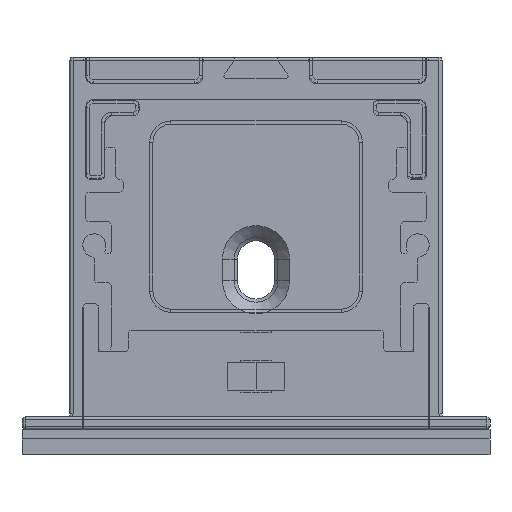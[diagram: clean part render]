
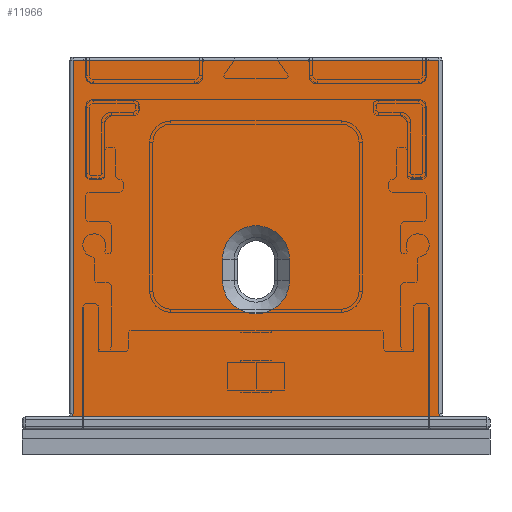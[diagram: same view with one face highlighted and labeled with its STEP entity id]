
A CAD part, front view. The second image highlights one B-rep face of the part: STEP entity #11966.
In plain terms, the highlighted planar face has unit normal (0, -1, 0).
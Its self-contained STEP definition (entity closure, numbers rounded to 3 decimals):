
#138=FACE_BOUND('',#1780,.T.);
#357=PLANE('',#13166);
#1082=FACE_OUTER_BOUND('',#1779,.T.);
#1779=EDGE_LOOP('',(#10291,#10292,#10293,#10294,#10295,#10296));
#1780=EDGE_LOOP('',(#10297,#10298,#10299,#10300));
#2773=LINE('',#20624,#3869);
#2774=LINE('',#20633,#3870);
#2777=LINE('',#20640,#3873);
#2793=LINE('',#20687,#3889);
#2797=LINE('',#20697,#3893);
#2800=LINE('',#20704,#3896);
#3869=VECTOR('',#16218,10.);
#3870=VECTOR('',#16229,10.);
#3873=VECTOR('',#16236,10.);
#3889=VECTOR('',#16278,10.);
#3893=VECTOR('',#16288,10.);
#3896=VECTOR('',#16297,10.);
#4561=CIRCLE('',#13137,0.6);
#4567=CIRCLE('',#13148,0.6);
#4572=CIRCLE('',#13160,3.15);
#4573=CIRCLE('',#13163,3.15);
#5559=VERTEX_POINT('',#20600);
#5561=VERTEX_POINT('',#20609);
#5564=VERTEX_POINT('',#20614);
#5567=VERTEX_POINT('',#20629);
#5568=VERTEX_POINT('',#20636);
#5570=VERTEX_POINT('',#20642);
#5582=VERTEX_POINT('',#20689);
#5583=VERTEX_POINT('',#20691);
#5584=VERTEX_POINT('',#20695);
#5585=VERTEX_POINT('',#20700);
#7159=EDGE_CURVE('',#5564,#5561,#4561,.T.);
#7161=EDGE_CURVE('',#5561,#5559,#2773,.T.);
#7165=EDGE_CURVE('',#5559,#5567,#2774,.T.);
#7169=EDGE_CURVE('',#5567,#5568,#2777,.T.);
#7172=EDGE_CURVE('',#5568,#5570,#4567,.T.);
#7192=EDGE_CURVE('',#5570,#5564,#2793,.T.);
#7194=EDGE_CURVE('',#5582,#5583,#4572,.T.);
#7197=EDGE_CURVE('',#5584,#5582,#2797,.T.);
#7200=EDGE_CURVE('',#5585,#5584,#4573,.T.);
#7201=EDGE_CURVE('',#5583,#5585,#2800,.T.);
#10291=ORIENTED_EDGE('',*,*,#7159,.F.);
#10292=ORIENTED_EDGE('',*,*,#7192,.F.);
#10293=ORIENTED_EDGE('',*,*,#7172,.F.);
#10294=ORIENTED_EDGE('',*,*,#7169,.F.);
#10295=ORIENTED_EDGE('',*,*,#7165,.F.);
#10296=ORIENTED_EDGE('',*,*,#7161,.F.);
#10297=ORIENTED_EDGE('',*,*,#7194,.F.);
#10298=ORIENTED_EDGE('',*,*,#7197,.F.);
#10299=ORIENTED_EDGE('',*,*,#7200,.F.);
#10300=ORIENTED_EDGE('',*,*,#7201,.F.);
#11966=ADVANCED_FACE('',(#1082,#138),#357,.F.);
#13137=AXIS2_PLACEMENT_3D('',#20621,#16213,#16214);
#13148=AXIS2_PLACEMENT_3D('',#20651,#16241,#16242);
#13160=AXIS2_PLACEMENT_3D('',#20692,#16282,#16283);
#13163=AXIS2_PLACEMENT_3D('',#20702,#16293,#16294);
#13166=AXIS2_PLACEMENT_3D('',#20706,#16300,#16301);
#16213=DIRECTION('center_axis',(0.,-1.,0.));
#16214=DIRECTION('ref_axis',(0.707,0.,-0.707));
#16218=DIRECTION('',(0.,0.,1.));
#16229=DIRECTION('',(1.,0.,0.));
#16236=DIRECTION('',(0.,0.,-1.));
#16241=DIRECTION('center_axis',(0.,-1.,0.));
#16242=DIRECTION('ref_axis',(-0.707,0.,-0.707));
#16278=DIRECTION('',(-1.,0.,0.));
#16282=DIRECTION('center_axis',(0.,-1.,0.));
#16283=DIRECTION('ref_axis',(-1.,0.,0.));
#16288=DIRECTION('',(0.,0.,1.));
#16293=DIRECTION('center_axis',(0.,-1.,0.));
#16294=DIRECTION('ref_axis',(1.,0.,0.));
#16297=DIRECTION('',(0.,0.,-1.));
#16300=DIRECTION('center_axis',(0.,1.,0.));
#16301=DIRECTION('ref_axis',(0.,0.,
1.));
#20600=CARTESIAN_POINT('',(-17.2,-719.3,-0.3));
#20609=CARTESIAN_POINT('',(-17.2,-719.3,-33.5));
#20614=CARTESIAN_POINT('',(-17.28,-719.3,-33.8));
#20621=CARTESIAN_POINT('Origin',(-17.8,-719.3,-33.5));
#20624=CARTESIAN_POINT('',(-17.2,-719.3,-26.25));
#20629=CARTESIAN_POINT('',(17.2,-719.3,-0.3));
#20633=CARTESIAN_POINT('',(-8.75,-719.3,-0.3));
#20636=CARTESIAN_POINT('',(17.2,-719.3,-33.5));
#20640=CARTESIAN_POINT('',(17.2,-719.3,-8.75));
#20642=CARTESIAN_POINT('',(17.28,-719.3,-33.8));
#20651=CARTESIAN_POINT('Origin',(17.8,-719.3,-33.5));
#20687=CARTESIAN_POINT('',(8.15,-719.3,-33.8));
#20689=CARTESIAN_POINT('',(3.15,-719.3,-19.));
#20691=CARTESIAN_POINT('',(-3.15,-719.3,-19.));
#20692=CARTESIAN_POINT('Origin',(0.,-719.3,-19.));
#20695=CARTESIAN_POINT('',(3.15,-719.3,-21.));
#20697=CARTESIAN_POINT('',(3.15,-719.3,-19.25));
#20700=CARTESIAN_POINT('',(-3.15,-719.3,-21.));
#20702=CARTESIAN_POINT('Origin',(0.,-719.3,-21.));
#20704=CARTESIAN_POINT('',(-3.15,-719.3,-18.25));
#20706=CARTESIAN_POINT('Origin',(0.,-719.3,-17.5));
